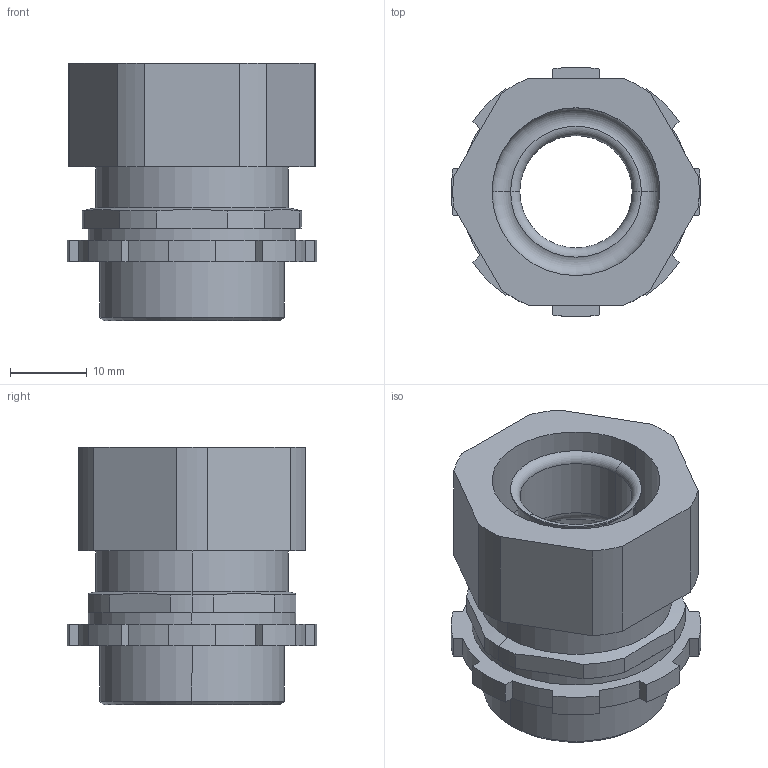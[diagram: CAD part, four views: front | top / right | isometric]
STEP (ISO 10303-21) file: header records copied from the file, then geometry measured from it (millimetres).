
FILE_DESCRIPTION (( 'STEP AP203' ), '1' );
FILE_NAME ('WNC-M24_D15.STP', '2017-09-16T07:41:33', ( '微软用户' ), ( '微软中国' ), 'SwSTEP 2.0', 'SolidWorks 2012', '' );
FILE_SCHEMA (( 'CONFIG_CONTROL_DESIGN' ));
Length unit declared in the file: millimetre
Products named in the file (1): WNC-M24_D15
Bounding box: 32.44 x 32.44 x 33.5 mm (x, y, z)
Volume: 11498.1 mm3; surface area: 7846.3 mm2
Topology: 1 solids, 2 shells, 102 faces, 259 edges, 163 vertices
Faces by surface type: cylinder 48, plane 40, torus 10, cone 4
Entity records: 3183 total; most frequent: DIRECTION 576, CARTESIAN_POINT 549, ORIENTED_EDGE 518, EDGE_CURVE 259, AXIS2_PLACEMENT_3D 220, VERTEX_POINT 163, LINE 136, VECTOR 136
